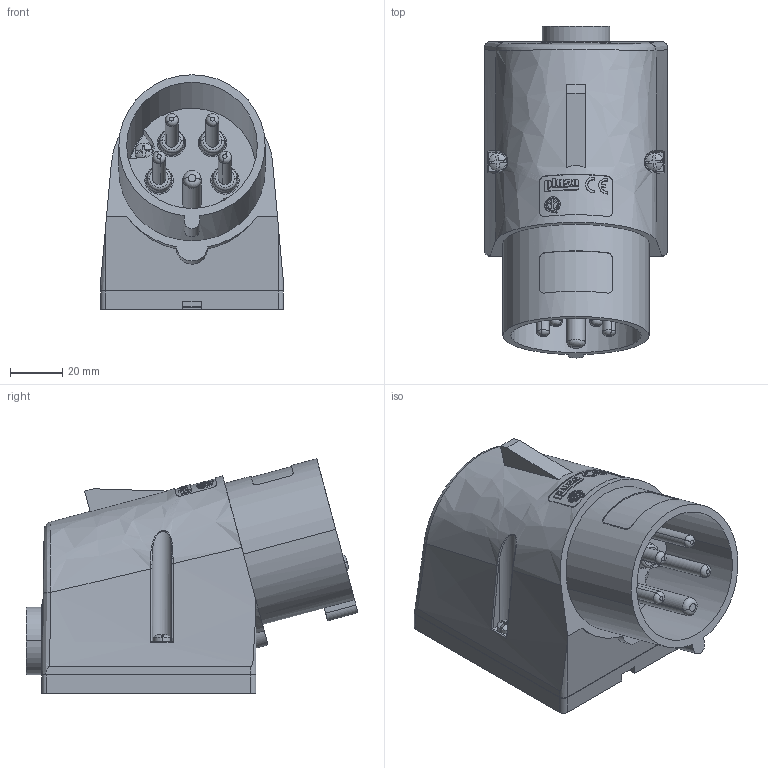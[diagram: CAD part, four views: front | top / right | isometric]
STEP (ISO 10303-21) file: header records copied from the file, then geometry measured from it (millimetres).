
FILE_DESCRIPTION(('Creo Elements/Direct Modeling STEP Export'),'2;1');
FILE_NAME('0ln7uvk4aoo51tv4740','2017-05-17T16:20:16',(''),(''),'PTC Creo Elements/Direct Modeling STEP processor for AP214 (Solid Model)','PTC Creo Elements/Direct Modeling 19.0E 27-Jun-2016 (C) Parametric Technology GmbH','');
FILE_SCHEMA(('AUTOMOTIVE_DESIGN { 1 0 10303 214 1 1 1 1 }'));
Products named in the file (1): PE_1675_SM
Bounding box: 70 x 127.04 x 89.75 mm (x, y, z)
Volume: 341933.7 mm3; surface area: 67379.3 mm2
Topology: 1 solids, 5 shells, 1845 faces, 5167 edges, 3440 vertices
Faces by surface type: plane 1561, cylinder 188, torus 36, bspline 31, cone 26, extrusion 3
Entity records: 93357 total; most frequent: CARTESIAN_POINT 32145, ORIENTED_EDGE 10334, DIRECTION 8516, EDGE_CURVE 5167, VECTOR 4312, LINE 4310, VERTEX_POINT 3440, AXIS2_PLACEMENT_3D 2102
